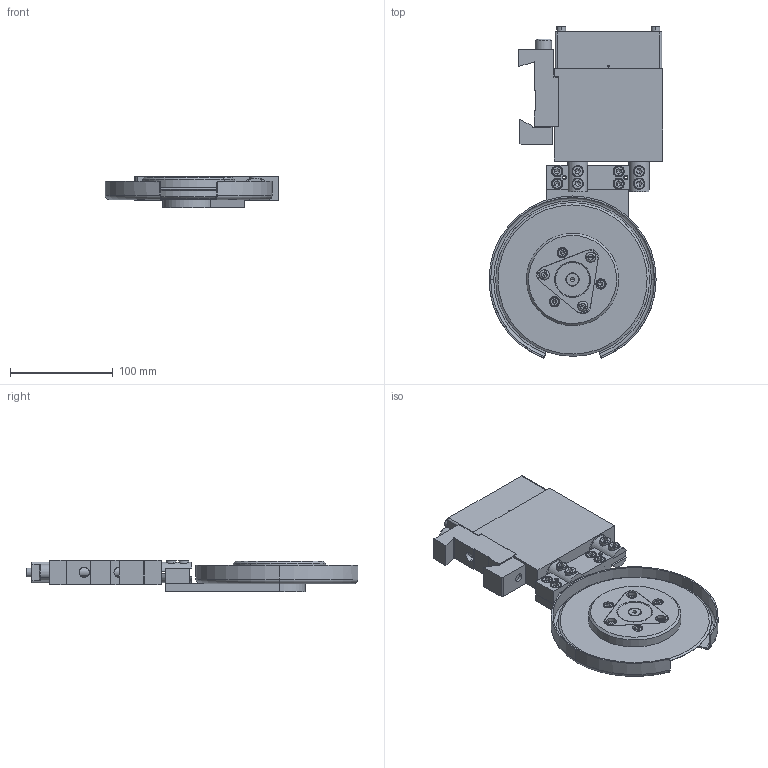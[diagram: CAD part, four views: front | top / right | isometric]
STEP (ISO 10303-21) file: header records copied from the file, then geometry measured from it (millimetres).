
FILE_DESCRIPTION (( 'STEP AP214' ), '1' );
FILE_NAME ('413360.STEP', '2022-06-22T17:58:50', ( '' ), ( '' ), 'SwSTEP 2.0', 'SolidWorks 2021', '' );
FILE_SCHEMA (( 'AUTOMOTIVE_DESIGN' ));
Length unit declared in the file: inch
Products named in the file (1): 413360
Bounding box: 169.71 x 323.89 x 31 mm (x, y, z)
Surface area: 173129 mm2 (no closed solid volume)
Topology: 0 solids, 60 shells, 482 faces, 1527 edges, 1060 vertices
Faces by surface type: plane 251, cylinder 141, cone 74, torus 16
Entity records: 24659 total; most frequent: CARTESIAN_POINT 4772, DIRECTION 2920, ORIENTED_EDGE 2517, EDGE_CURVE 1497, VERTEX_POINT 1060, AXIS2_PLACEMENT_3D 1030, VECTOR 860, LINE 860
